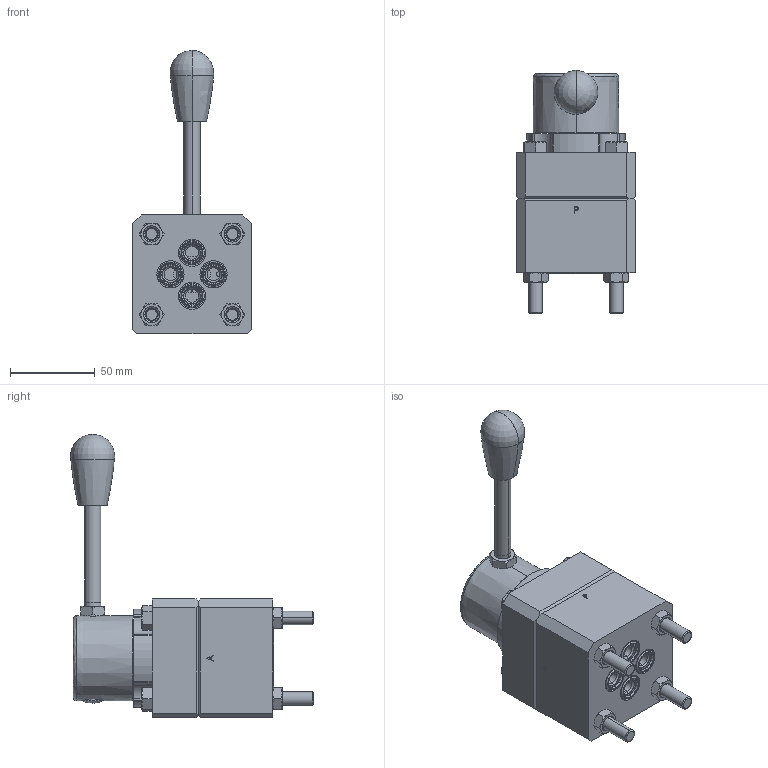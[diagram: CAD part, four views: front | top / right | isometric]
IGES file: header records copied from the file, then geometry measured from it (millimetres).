
Start section: SolidWorks IGES file using analytic representation for surfaces
Global section: file name: ECA'TSK6538-HG20.IGS; native system: SolidWorks 2014; preprocessor: SolidWorks 2014; author: pcw; date: 150716.151219; units: millimetre
Bounding box: 70 x 143.34 x 167.15 mm (x, y, z)
Surface area: 60618.9 mm2 (no closed solid volume)
Topology: 0 solids, 0 shells, 344 faces, 4895 edges, 4893 vertices
Faces by surface type: bspline 186, revolution 158
